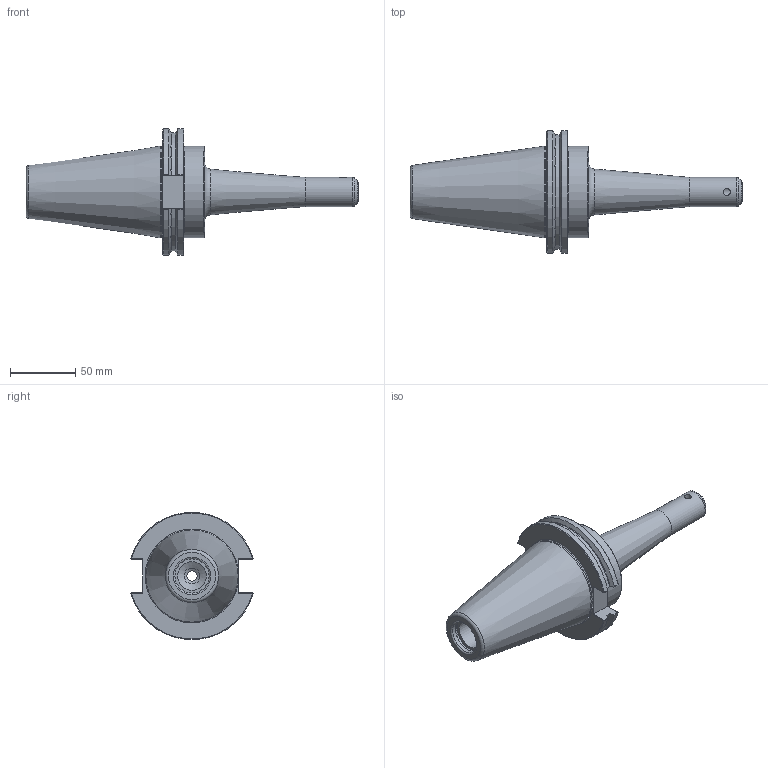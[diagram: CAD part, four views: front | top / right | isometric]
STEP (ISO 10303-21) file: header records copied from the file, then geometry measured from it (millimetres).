
FILE_DESCRIPTION(/* description */ (''),/* implementation_level */ '2;1');
FILE_NAME(/* name */ 'CAT50-EM031-0600.stp',/* time_stamp */ '2019-07-16T15:44:10-05:00',/* author */ ('ldfli'),/* organization */ (''),/* preprocessor_version */ 'ST-DEVELOPER v18',/* originating_system */ 'Autodesk Inventor LT',/* authorisation */ '');
FILE_SCHEMA (('AUTOMOTIVE_DESIGN { 1 0 10303 214 3 1 1 }'));
Length unit declared in the file: millimetre
Products named in the file (1): CAT50-EM031-0600
Bounding box: 254.02 x 93.8 x 97.14 mm (x, y, z)
Volume: 430852.5 mm3; surface area: 61173.2 mm2
Topology: 1 solids, 1 shells, 74 faces, 226 edges, 157 vertices
Faces by surface type: plane 30, cylinder 16, cone 14, torus 14
Full cylindrical faces by diameter (mm): 5.359 x1, 7.938 x1, 10 x1, 12 x1, 21.971 x1, 22.352 x1, 26.2 x1, 26.7 x1, 69.849 x1, 70.199 x1
Entity records: 2730 total; most frequent: CARTESIAN_POINT 657, ORIENTED_EDGE 452, DIRECTION 433, EDGE_CURVE 226, AXIS2_PLACEMENT_3D 177, VERTEX_POINT 157, CIRCLE 102, EDGE_LOOP 81
